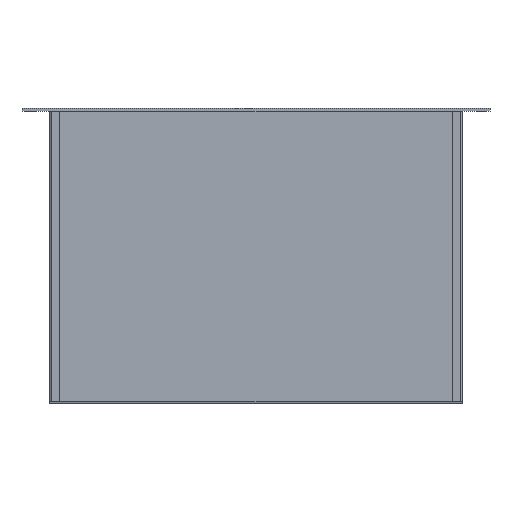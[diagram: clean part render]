
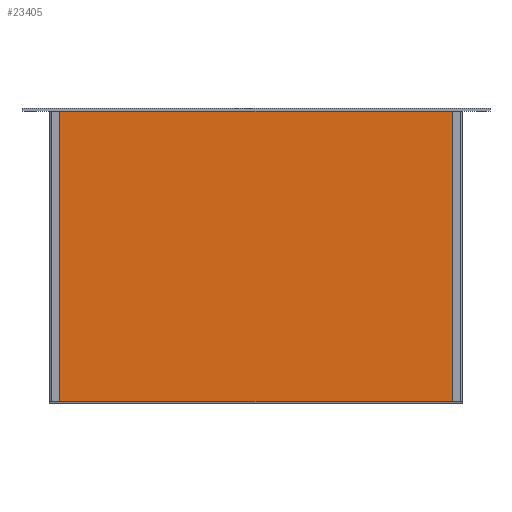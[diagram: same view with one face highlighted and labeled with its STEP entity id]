
A CAD part, front view. The second image highlights one B-rep face of the part: STEP entity #23405.
In plain terms, the highlighted planar face has unit normal (0, -1, 0).
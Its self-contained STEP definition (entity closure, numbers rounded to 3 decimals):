
#996=PLANE('',#24299);
#2237=FACE_OUTER_BOUND('',#3635,.T.);
#3635=EDGE_LOOP('',(#21609,#21610,#21611,#21612));
#5859=LINE('',#42022,#8089);
#5860=LINE('',#42024,#8090);
#5861=LINE('',#42026,#8091);
#5862=LINE('',#42027,#8092);
#8089=VECTOR('',#28124,10.);
#8090=VECTOR('',#28125,10.);
#8091=VECTOR('',#28126,10.);
#8092=VECTOR('',#28127,10.);
#11431=VERTEX_POINT('',#42020);
#11432=VERTEX_POINT('',#42021);
#11433=VERTEX_POINT('',#42023);
#11434=VERTEX_POINT('',#42025);
#14825=EDGE_CURVE('',#11431,#11432,#5859,.T.);
#14826=EDGE_CURVE('',#11433,#11431,#5860,.T.);
#14827=EDGE_CURVE('',#11433,#11434,#5861,.T.);
#14828=EDGE_CURVE('',#11434,#11432,#5862,.T.);
#21609=ORIENTED_EDGE('',*,*,#14825,.F.);
#21610=ORIENTED_EDGE('',*,*,#14826,.F.);
#21611=ORIENTED_EDGE('',*,*,#14827,.T.);
#21612=ORIENTED_EDGE('',*,*,#14828,.T.);
#23405=ADVANCED_FACE('',(#2237),#996,.T.);
#24299=AXIS2_PLACEMENT_3D('',#42019,#28122,#28123);
#28122=DIRECTION('center_axis',(0.,-1.,0.));
#28123=DIRECTION('ref_axis',(1.,0.,0.));
#28124=DIRECTION('',(1.,0.,0.));
#28125=DIRECTION('',(0.,0.,1.));
#28126=DIRECTION('',(1.,0.,0.));
#28127=DIRECTION('',(0.,0.,1.));
#42019=CARTESIAN_POINT('Origin',(-204.683,-40.458,0.));
#42020=CARTESIAN_POINT('',(-204.683,-40.458,300.));
#42021=CARTESIAN_POINT('',(204.683,-40.458,300.));
#42022=CARTESIAN_POINT('',(-102.342,-40.458,300.));
#42023=CARTESIAN_POINT('',(-204.683,-40.458,0.));
#42024=CARTESIAN_POINT('',(-204.683,-40.458,0.));
#42025=CARTESIAN_POINT('',(204.683,-40.458,0.));
#42026=CARTESIAN_POINT('',(-204.683,-40.458,0.));
#42027=CARTESIAN_POINT('',(204.683,-40.458,0.));
